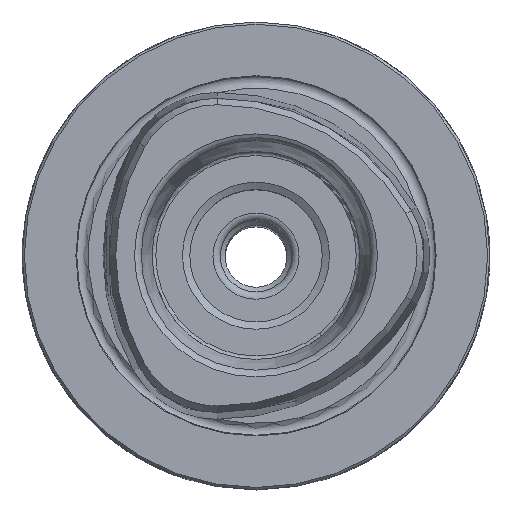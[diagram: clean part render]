
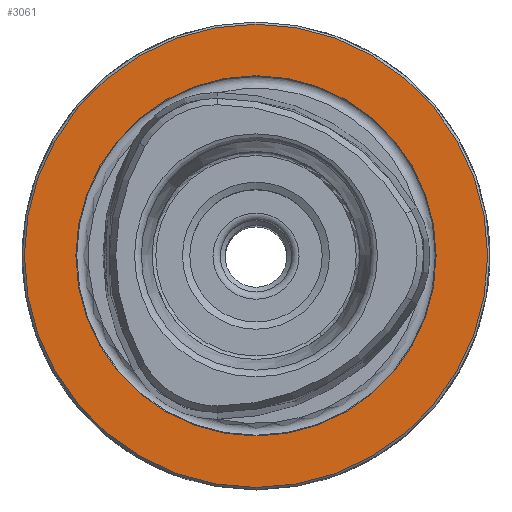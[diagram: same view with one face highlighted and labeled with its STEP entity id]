
A CAD part, top view. The second image highlights one B-rep face of the part: STEP entity #3061.
In plain terms, the highlighted planar face has unit normal (0, 0, 1).
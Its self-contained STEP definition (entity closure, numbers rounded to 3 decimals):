
#460=ORIENTED_EDGE('',*,*,#928,.F.);
#461=ORIENTED_EDGE('',*,*,#853,.T.);
#853=EDGE_CURVE('',#1106,#1106,#1293,.T.);
#928=EDGE_CURVE('',#1160,#1160,#1311,.T.);
#1106=VERTEX_POINT('',#4187);
#1160=VERTEX_POINT('',#4438);
#1293=CIRCLE('',#3209,31.2);
#1311=CIRCLE('',#3266,24.264);
#1468=EDGE_LOOP('',(#460));
#1469=EDGE_LOOP('',(#461));
#1718=FACE_BOUND('',#1468,.T.);
#1719=FACE_BOUND('',#1469,.T.);
#1915=PLANE('',#3265);
#3061=ADVANCED_FACE('',(#1718,#1719),#1915,.T.);
#3209=AXIS2_PLACEMENT_3D('',#4186,#3534,#3535);
#3265=AXIS2_PLACEMENT_3D('',#4436,#3676,#3677);
#3266=AXIS2_PLACEMENT_3D('',#4437,#3678,#3679);
#3534=DIRECTION('',(0.,0.,1.));
#3535=DIRECTION('',(1.,0.,0.));
#3676=DIRECTION('',(0.,0.,1.));
#3677=DIRECTION('',(1.,0.,0.));
#3678=DIRECTION('',(0.,0.,1.));
#3679=DIRECTION('',(1.,0.,0.));
#4186=CARTESIAN_POINT('',(0.,0.,0.));
#4187=CARTESIAN_POINT('',(31.2,0.,0.));
#4436=CARTESIAN_POINT('',(24.2,0.,0.));
#4437=CARTESIAN_POINT('',(0.,0.,0.));
#4438=CARTESIAN_POINT('',(24.264,0.,0.));
